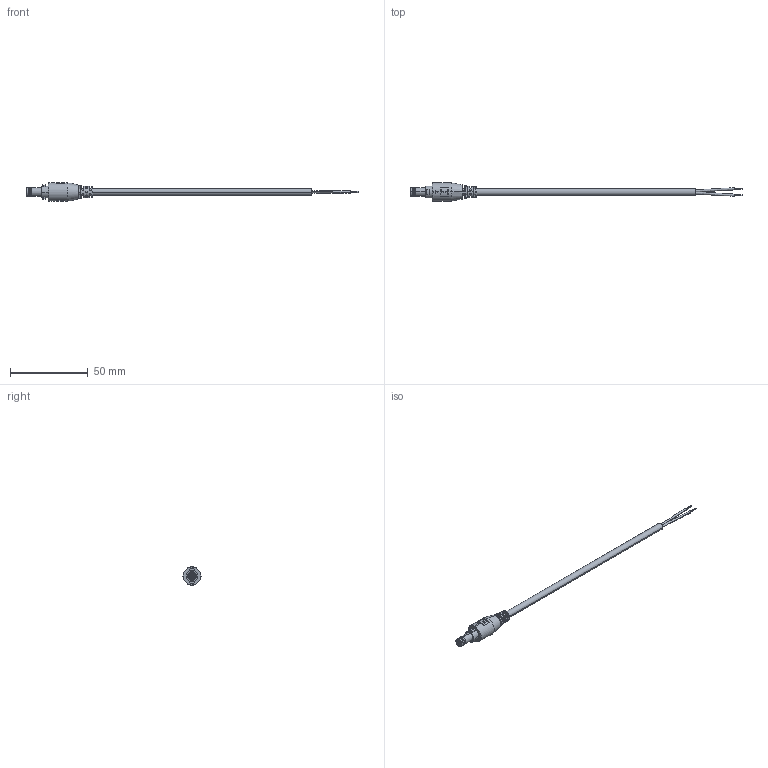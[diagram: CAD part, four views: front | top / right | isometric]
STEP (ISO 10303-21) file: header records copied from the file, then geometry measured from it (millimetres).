
FILE_DESCRIPTION (( 'STEP AP203' ), '1' );
FILE_NAME ('10-02931_revA.STEP', '2018-09-21T00:01:22', ( '' ), ( '' ), 'SwSTEP 2.0', 'SolidWorks 2015', '' );
FILE_SCHEMA (( 'CONFIG_CONTROL_DESIGN' ));
Length unit declared in the file: millimetre
Products named in the file (8): 50-00261 insulator; 50-00261 contact 1; 30-00689_s + t; 24-00161; 50-00261; 50-00261 shell; 10-02931_revA; 50-00261 contact 2
Assembly tree (7 placements, depth 3):
  10-02931_revA
    24-00161
    50-00261
      50-00261 shell
      50-00261 insulator
      50-00261 contact 2
      50-00261 contact 1
    30-00689_s + t
Bounding box: 213.56 x 11.7 x 12 mm (x, y, z)
Volume: 4849.5 mm3; surface area: 12983.5 mm2
Topology: 79 solids, 79 shells, 725 faces, 1558 edges, 1009 vertices
Faces by surface type: cylinder 303, plane 230, bspline 103, torus 61, cone 28
Entity records: 24163 total; most frequent: CARTESIAN_POINT 7791, DIRECTION 3253, ORIENTED_EDGE 3112, EDGE_CURVE 1556, AXIS2_PLACEMENT_3D 1420, VERTEX_POINT 1009, EDGE_LOOP 823, CIRCLE 787
